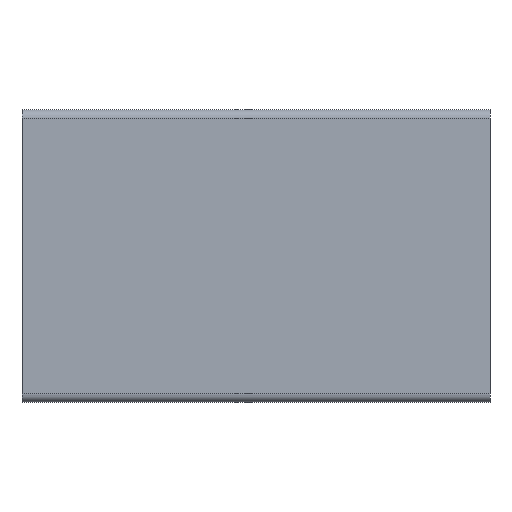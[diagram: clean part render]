
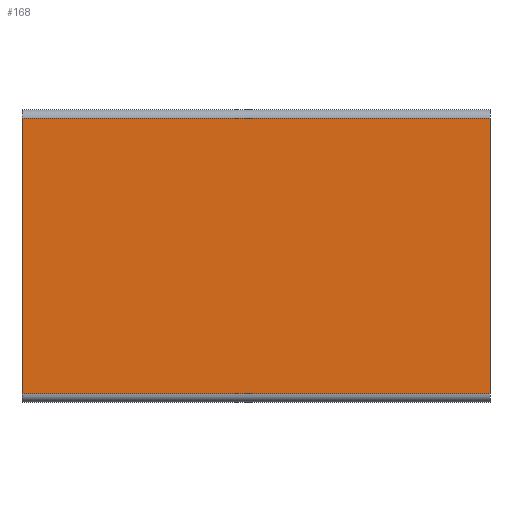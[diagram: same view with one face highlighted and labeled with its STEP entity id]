
A CAD part, top view. The second image highlights one B-rep face of the part: STEP entity #168.
In plain terms, the highlighted planar face has unit normal (0, 0, 1).
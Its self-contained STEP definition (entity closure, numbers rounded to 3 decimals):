
#32=CARTESIAN_POINT('',(395.,421.,4.));
#33=VERTEX_POINT('',#32);
#69=CARTESIAN_POINT('',(395.,487.,4.));
#70=VERTEX_POINT('',#69);
#78=CARTESIAN_POINT('',(395.,487.,4.));
#79=DIRECTION('',(0.,-1.,0.));
#80=VECTOR('',#79,66.);
#81=LINE('',#78,#80);
#82=EDGE_CURVE('',#70,#33,#81,.T.);
#111=CARTESIAN_POINT('',(283.,421.,4.));
#112=VERTEX_POINT('',#111);
#120=CARTESIAN_POINT('',(283.,487.,4.));
#121=VERTEX_POINT('',#120);
#122=CARTESIAN_POINT('',(283.,421.,4.));
#123=DIRECTION('',(0.,1.,0.));
#124=VECTOR('',#123,66.);
#125=LINE('',#122,#124);
#126=EDGE_CURVE('',#112,#121,#125,.T.);
#147=CARTESIAN_POINT('',(0.,0.,4.));
#148=DIRECTION('',(0.,0.,1.));
#149=DIRECTION('',(1.,0.,0.));
#150=AXIS2_PLACEMENT_3D('',#147,#148,#149);
#151=PLANE('',#150);
#152=ORIENTED_EDGE('',*,*,#126,.F.);
#153=CARTESIAN_POINT('',(283.,421.,4.));
#154=DIRECTION('',(1.,-0.,-0.));
#155=VECTOR('',#154,112.);
#156=LINE('',#153,#155);
#157=EDGE_CURVE('',#112,#33,#156,.T.);
#158=ORIENTED_EDGE('',*,*,#157,.T.);
#159=ORIENTED_EDGE('',*,*,#82,.F.);
#160=CARTESIAN_POINT('',(395.,487.,4.));
#161=DIRECTION('',(-1.,-0.,-0.));
#162=VECTOR('',#161,112.);
#163=LINE('',#160,#162);
#164=EDGE_CURVE('',#70,#121,#163,.T.);
#165=ORIENTED_EDGE('',*,*,#164,.T.);
#166=EDGE_LOOP('',(#152,#158,#159,#165));
#167=FACE_BOUND('',#166,.T.);
#168=ADVANCED_FACE('',(#167),#151,.T.);
